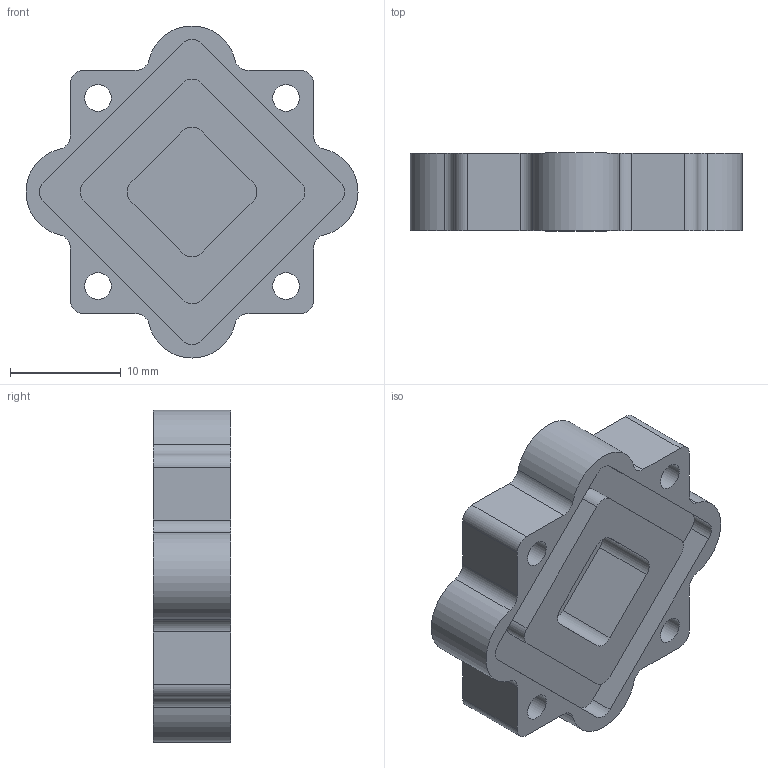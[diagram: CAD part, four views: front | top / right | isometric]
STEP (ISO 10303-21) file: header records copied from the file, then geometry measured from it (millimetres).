
FILE_DESCRIPTION(/* description */ (''),/* implementation_level */ '2;1');
FILE_NAME(/* name */ '202Q-SH-8port-7x7mm-Lid.idw.stp',/* time_stamp */ '2022-05-06T15:48:55+02:00',/* author */ ('anlinus'),/* organization */ (''),/* preprocessor_version */ 'ST-DEVELOPER v18.1',/* originating_system */ 'Autodesk Inventor 2022',/* authorisation */ '');
FILE_SCHEMA (('AUTOMOTIVE_DESIGN { 1 0 10303 214 3 1 1 }'));
Length unit declared in the file: millimetre
Products named in the file (1): 202Q-SH-8port-7x7mm-Lid.idw
Bounding box: 30 x 7 x 30 mm (x, y, z)
Volume: 3088.8 mm3; surface area: 2557.8 mm2
Topology: 1 solids, 1 shells, 57 faces, 156 edges, 104 vertices
Faces by surface type: cylinder 32, plane 25
Full cylindrical faces by diameter (mm): 2.4 x4
Entity records: 1891 total; most frequent: DIRECTION 336, CARTESIAN_POINT 318, ORIENTED_EDGE 312, EDGE_CURVE 156, AXIS2_PLACEMENT_3D 122, VERTEX_POINT 104, LINE 92, VECTOR 92
